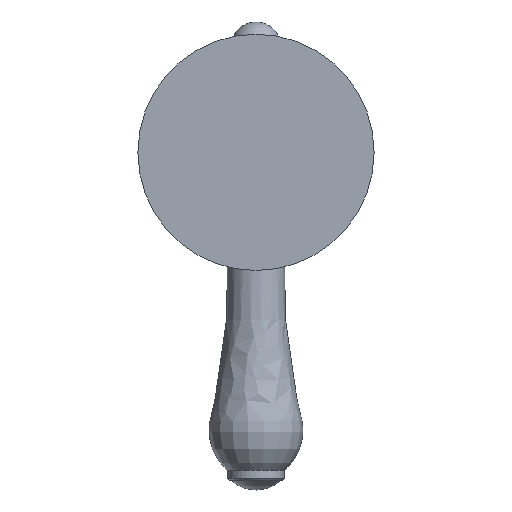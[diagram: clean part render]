
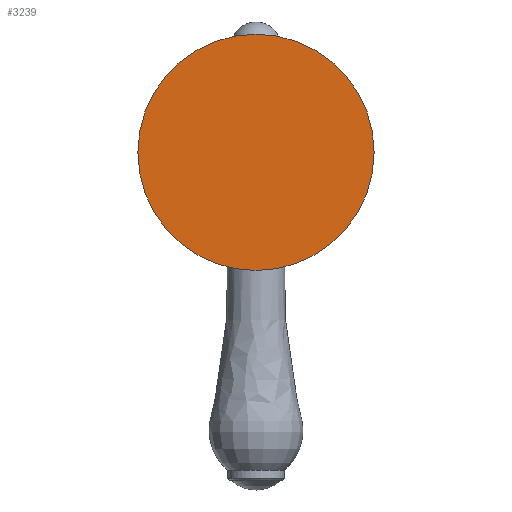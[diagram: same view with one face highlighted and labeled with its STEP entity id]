
A CAD part, front view. The second image highlights one B-rep face of the part: STEP entity #3239.
In plain terms, the highlighted planar face has unit normal (0, -1, 0).
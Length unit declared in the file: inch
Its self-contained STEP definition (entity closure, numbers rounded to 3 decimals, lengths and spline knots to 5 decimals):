
#1287=CARTESIAN_POINT('',(0.,-1.703,0.));
#1288=DIRECTION('',(0.,-1.,0.));
#1289=DIRECTION('',(1.,0.,0.));
#1290=AXIS2_PLACEMENT_3D('',#1287,#1288,#1289);
#1292=CARTESIAN_POINT('',(0.,-1.703,0.));
#1293=DIRECTION('',(0.,1.,0.));
#1294=DIRECTION('',(1.,0.,0.));
#1295=AXIS2_PLACEMENT_3D('',#1292,#1293,#1294);
#1534=CARTESIAN_POINT('',(1.18,-1.703,0.));
#1535=CARTESIAN_POINT('',(-1.18,-1.703,0.));
#1536=VERTEX_POINT('',#1534);
#1537=VERTEX_POINT('',#1535);
#3229=CARTESIAN_POINT('',(0.,-1.703,0.));
#3230=DIRECTION('',(0.,-1.,0.));
#3231=DIRECTION('',(-1.,0.,0.));
#3232=AXIS2_PLACEMENT_3D('',#3229,#3230,#3231);
#3233=PLANE('',#3232);
#3234=ORIENTED_EDGE('',*,*,#3219,.F.);
#3236=ORIENTED_EDGE('',*,*,#3235,.T.);
#3237=EDGE_LOOP('',(#3234,#3236));
#3238=FACE_OUTER_BOUND('',#3237,.F.);
#3239=ADVANCED_FACE('',(#3238),#3233,.T.);
#1291=CIRCLE('',#1290,1.18);
#1296=CIRCLE('',#1295,1.18);
#3219=EDGE_CURVE('',#1536,#1537,#1291,.T.);
#3235=EDGE_CURVE('',#1536,#1537,#1296,.T.);
